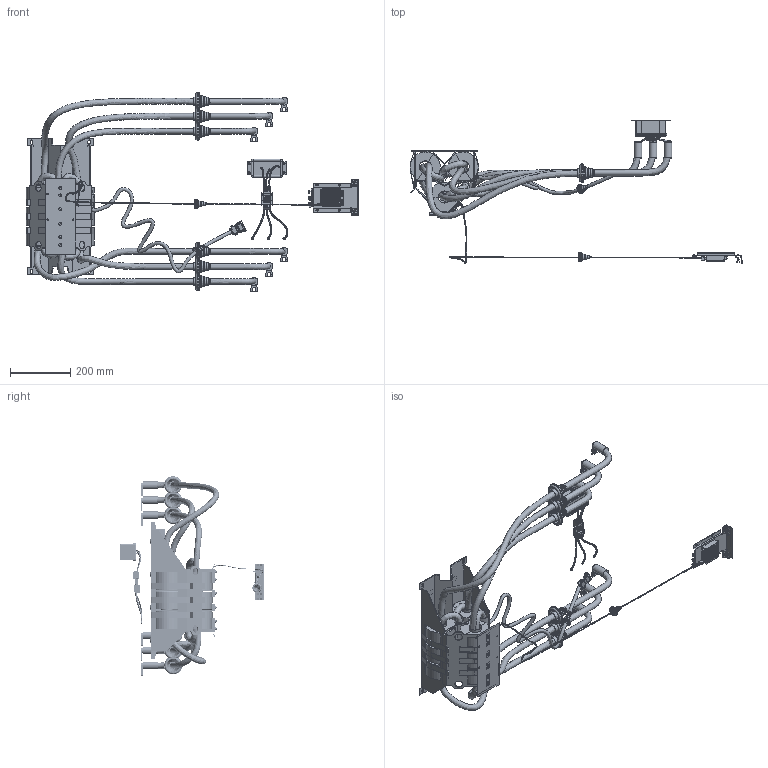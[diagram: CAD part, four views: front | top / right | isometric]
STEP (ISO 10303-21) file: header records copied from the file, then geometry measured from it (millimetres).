
FILE_DESCRIPTION(/* description */ (''),/* implementation_level */ '2;1');
FILE_NAME(/* name */ 'MCAD-OF7U1-M-AF-37-590A-TA-E00-F4_A.stp',/* time_stamp */ '2023-05-22T08:49:10+03:00',/* author */ (''),/* organization */ (''),/* preprocessor_version */ 'ST-DEVELOPER v16.7',/* originating_system */ 'SIEMENS PLM Software NX 1892',/* authorisation */ '');
FILE_SCHEMA (('AUTOMOTIVE_DESIGN { 1 0 10303 214 3 1 1 1 }'));
Products named in the file (11): 70CPE07576; 70CPE05327; 70CPE06034; PP20555; 70CPE11286; MC00068_ALT1; MC00068; 70CMR00161; 172K0925_ALT_MODELNX-ARRAGMNTArrangement 1; 172K0509_ALT1; MCAD-OF7U1-M-AF-37-590A-TA-E00-F4
Assembly tree (12 placements, depth 3):
  MCAD-OF7U1-M-AF-37-590A-TA-E00-F4
    70CMR00161
    172K0509_ALT1
      70CPE11286
    MC00068
    172K0925_ALT_MODELNX-ARRAGMNTArrangement 1
      PP20555
      70CPE06034  x2
      70CPE05327
      70CPE07576
      70CMR00161
    MC00068_ALT1
Bounding box: 1105.48 x 479.07 x 664.59 mm (x, y, z)
Volume: 7962275.1 mm3; surface area: 2245832 mm2
Topology: 153 solids, 154 shells, 6513 faces, 16770 edges, 10960 vertices
Faces by surface type: plane 4619, cylinder 1319, torus 286, cone 136, bspline 100, revolution 32, extrusion 21
Full cylindrical faces by diameter (mm): 1 x15, 1.3 x2, 1.6 x2, 1.8 x3, 2.9 x76, 3 x2, 3.2 x1, 3.3 x3, 3.4 x3, 4 x11, 4.1 x2, 4.2 x6, 4.3 x3, 4.5 x4, 4.8 x2, 5.5 x2, 6.5 x3, 7.14 x3, 8 x3, 8.2 x3, 9 x3, 10 x9, 13 x6, 15 x6, 17 x6, 20.2 x2, 25 x4, 25.2 x2, 26 x12, 30.2 x2
Entity records: 224107 total; most frequent: CARTESIAN_POINT 55410, ORIENTED_EDGE 32092, DIRECTION 31037, EDGE_CURVE 16046, VECTOR 12247, LINE 12226, VERTEX_POINT 10709, AXIS2_PLACEMENT_3D 9379
